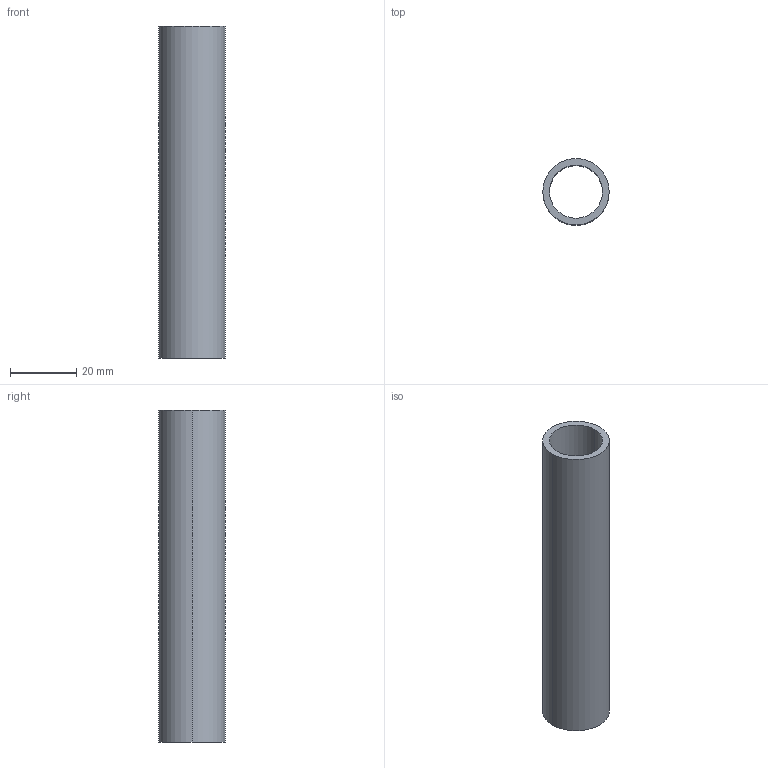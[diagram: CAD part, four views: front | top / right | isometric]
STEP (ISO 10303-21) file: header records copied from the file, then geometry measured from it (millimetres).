
FILE_DESCRIPTION(('Creo Elements/Direct Modeling STEP Export'),'2;1');
FILE_NAME('33.0295_Griffrohr-MMS-33_Ø20-schwarz-leitfähig.stp','2022-03-18T13:58:14',(''),(''),'PTC Creo Elements/Direct Modeling STEP processor for AP214 (Solid Model)','PTC Creo Elements/Direct Modeling 19.0C 15-Aug-2015 (C) Parametric Technology GmbH','');
FILE_SCHEMA(('AUTOMOTIVE_DESIGN { 1 0 10303 214 1 1 1 1 }'));
Length unit declared in the file: millimetre
Products named in the file (2): Griffrohr-MMS-33_Ø20-schwarz-leitfähig_33.0295_PX176140
Assembly tree (1 placements, depth 2):
  Griffrohr-MMS-33_Ø20-schwarz-leitfähig_33.0295_PX176140
    Griffrohr-MMS-33_Ø20-schwarz-leitfähig_33.0295_PX176140
Bounding box: 20 x 20 x 100 mm (x, y, z)
Volume: 11309.7 mm3; surface area: 11535.9 mm2
Topology: 1 solids, 1 shells, 6 faces, 12 edges, 8 vertices
Faces by surface type: cylinder 4, plane 2
Entity records: 193 total; most frequent: DIRECTION 28, CARTESIAN_POINT 24, ORIENTED_EDGE 24, AXIS2_PLACEMENT_3D 12, EDGE_CURVE 12, VERTEX_POINT 8, EDGE_LOOP 8, FACE_OUTER_BOUND 6
